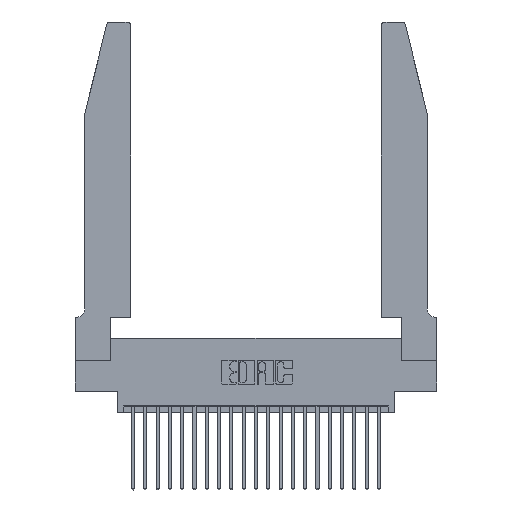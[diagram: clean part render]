
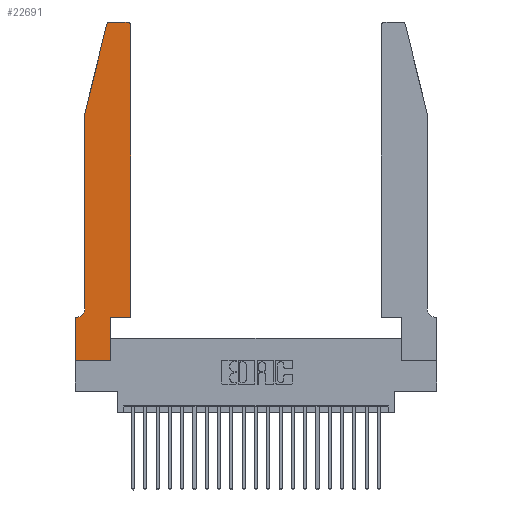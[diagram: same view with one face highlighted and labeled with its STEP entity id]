
A CAD part, top view. The second image highlights one B-rep face of the part: STEP entity #22691.
In plain terms, the highlighted planar face has unit normal (0, 0, 1).
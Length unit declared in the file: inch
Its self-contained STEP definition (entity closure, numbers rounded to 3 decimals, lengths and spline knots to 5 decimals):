
#49 = CARTESIAN_POINT ( 'NONE',  ( 0.0055, 0.42, 0.37 ) ) ;
#56 = VECTOR ( 'NONE', #19692, 39.37008 ) ;
#148 = FACE_OUTER_BOUND ( 'NONE', #14865, .T. ) ;
#211 = CARTESIAN_POINT ( 'NONE',  ( 0.284, 2.72, 0.37 ) ) ;
#323 = LINE ( 'NONE', #4266, #14405 ) ;
#476 = CARTESIAN_POINT ( 'NONE',  ( 0.4505, 0.35, 0.37 ) ) ;
#681 = VERTEX_POINT ( 'NONE', #16274 ) ;
#738 = LINE ( 'NONE', #12405, #5707 ) ;
#911 = CARTESIAN_POINT ( 'NONE',  ( 0.2605, 2.75, 0.37 ) ) ;
#1235 = EDGE_CURVE ( 'NONE', #19617, #18042, #6538, .T. ) ;
#1271 = CARTESIAN_POINT ( 'NONE',  ( 0.0755, 0.35, 0.37 ) ) ;
#1665 = EDGE_CURVE ( 'NONE', #8985, #13512, #14713, .T. ) ;
#1861 = AXIS2_PLACEMENT_3D ( 'NONE', #3884, #22634, #11411 ) ;
#1932 = VECTOR ( 'NONE', #4664, 39.37008 ) ;
#2418 = DIRECTION ( 'NONE',  ( 0., 0., 1. ) ) ;
#2537 = VERTEX_POINT ( 'NONE', #16290 ) ;
#2817 = EDGE_CURVE ( 'NONE', #18042, #681, #23235, .T. ) ;
#3005 = LINE ( 'NONE', #14568, #12918 ) ;
#3181 = EDGE_CURVE ( 'NONE', #12872, #2537, #3005, .T. ) ;
#3294 = VECTOR ( 'NONE', #15633, 39.37008 ) ;
#3543 = DIRECTION ( 'NONE',  ( -1., 0., 0. ) ) ;
#3592 = CARTESIAN_POINT ( 'NONE',  ( 0.4505, 2.72, 0.37 ) ) ;
#3884 = CARTESIAN_POINT ( 'NONE',  ( 0.4205, 2.72, 0.37 ) ) ;
#3995 = CARTESIAN_POINT ( 'NONE',  ( 0.2865, 0.35, 0.37 ) ) ;
#4125 = DIRECTION ( 'NONE',  ( 0., 0., 1. ) ) ;
#4178 = EDGE_CURVE ( 'NONE', #8402, #4341, #15544, .T. ) ;
#4215 = DIRECTION ( 'NONE',  ( 1., 0., 0. ) ) ;
#4266 = CARTESIAN_POINT ( 'NONE',  ( 0.0755, 2., 0.37 ) ) ;
#4341 = VERTEX_POINT ( 'NONE', #5703 ) ;
#4362 = EDGE_CURVE ( 'NONE', #681, #8985, #24062, .T. ) ;
#4644 = ORIENTED_EDGE ( 'NONE', *, *, #9796, .T. ) ;
#4664 = DIRECTION ( 'NONE',  ( 0., 1., 0. ) ) ;
#5703 = CARTESIAN_POINT ( 'NONE',  ( 0.2865, 0.35, 0.37 ) ) ;
#5707 = VECTOR ( 'NONE', #15941, 39.37008 ) ;
#6538 = CIRCLE ( 'NONE', #1861, 0.03 ) ;
#6547 = VECTOR ( 'NONE', #9090, 39.37008 ) ;
#6659 = CARTESIAN_POINT ( 'NONE',  ( 0.4205, 2.75, 0.37 ) ) ;
#6931 = LINE ( 'NONE', #21444, #1932 ) ;
#7488 = VERTEX_POINT ( 'NONE', #20331 ) ;
#7524 = CARTESIAN_POINT ( 'NONE',  ( 0., 0.35, 0.37 ) ) ;
#7588 = DIRECTION ( 'NONE',  ( 1., 0., 0. ) ) ;
#7929 = ORIENTED_EDGE ( 'NONE', *, *, #4178, .T. ) ;
#8402 = VERTEX_POINT ( 'NONE', #23242 ) ;
#8482 = AXIS2_PLACEMENT_3D ( 'NONE', #15335, #4125, #7588 ) ;
#8985 = VERTEX_POINT ( 'NONE', #11544 ) ;
#9090 = DIRECTION ( 'NONE',  ( -1., 0., 0. ) ) ;
#9131 = VECTOR ( 'NONE', #23655, 39.37008 ) ;
#9181 = DIRECTION ( 'NONE',  ( 0., 0., -1. ) ) ;
#9796 = EDGE_CURVE ( 'NONE', #13512, #19601, #323, .T. ) ;
#10329 = ORIENTED_EDGE ( 'NONE', *, *, #4362, .T. ) ;
#10489 = ORIENTED_EDGE ( 'NONE', *, *, #17576, .T. ) ;
#11411 = DIRECTION ( 'NONE',  ( 1., 0., 0. ) ) ;
#11493 = LINE ( 'NONE', #1271, #6547 ) ;
#11544 = CARTESIAN_POINT ( 'NONE',  ( 0.25487, 2.72718, 0.37 ) ) ;
#11650 = PLANE ( 'NONE',  #8482 ) ;
#11781 = DIRECTION ( 'NONE',  ( 0., -1., 0. ) ) ;
#12405 = CARTESIAN_POINT ( 'NONE',  ( 0.4505, 0.35, 0.37 ) ) ;
#12662 = AXIS2_PLACEMENT_3D ( 'NONE', #211, #2418, #4215 ) ;
#12872 = VERTEX_POINT ( 'NONE', #7524 ) ;
#12918 = VECTOR ( 'NONE', #21767, 39.37008 ) ;
#13512 = VERTEX_POINT ( 'NONE', #15571 ) ;
#13840 = EDGE_CURVE ( 'NONE', #18409, #19617, #6931, .T. ) ;
#14198 = ORIENTED_EDGE ( 'NONE', *, *, #20115, .T. ) ;
#14405 = VECTOR ( 'NONE', #11781, 39.37008 ) ;
#14568 = CARTESIAN_POINT ( 'NONE',  ( 0., 0., 0.37 ) ) ;
#14713 = LINE ( 'NONE', #19550, #3294 ) ;
#14865 = EDGE_LOOP ( 'NONE', ( #22315, #10329, #19141, #4644, #10489, #18209, #22018, #20092, #7929, #14198, #22540, #18490 ) ) ;
#15335 = CARTESIAN_POINT ( 'NONE',  ( 0., 0.35, 0.37 ) ) ;
#15341 = VECTOR ( 'NONE', #23948, 39.37008 ) ;
#15544 = LINE ( 'NONE', #3995, #56 ) ;
#15571 = CARTESIAN_POINT ( 'NONE',  ( 0.0755, 2., 0.37 ) ) ;
#15633 = DIRECTION ( 'NONE',  ( -0.239, -0.971, 0. ) ) ;
#15941 = DIRECTION ( 'NONE',  ( 1., 0., 0. ) ) ;
#16274 = CARTESIAN_POINT ( 'NONE',  ( 0.284, 2.75, 0.37 ) ) ;
#16290 = CARTESIAN_POINT ( 'NONE',  ( 0., 0., 0.37 ) ) ;
#16533 = LINE ( 'NONE', #20233, #15341 ) ;
#16956 = CIRCLE ( 'NONE', #17553, 0.07 ) ;
#17553 = AXIS2_PLACEMENT_3D ( 'NONE', #49, #9181, #3543 ) ;
#17576 = EDGE_CURVE ( 'NONE', #19601, #7488, #16956, .T. ) ;
#18042 = VERTEX_POINT ( 'NONE', #6659 ) ;
#18209 = ORIENTED_EDGE ( 'NONE', *, *, #23778, .T. ) ;
#18409 = VERTEX_POINT ( 'NONE', #476 ) ;
#18490 = ORIENTED_EDGE ( 'NONE', *, *, #1235, .T. ) ;
#19141 = ORIENTED_EDGE ( 'NONE', *, *, #1665, .T. ) ;
#19550 = CARTESIAN_POINT ( 'NONE',  ( 0.0755, 2., 0.37 ) ) ;
#19601 = VERTEX_POINT ( 'NONE', #22129 ) ;
#19617 = VERTEX_POINT ( 'NONE', #3592 ) ;
#19692 = DIRECTION ( 'NONE',  ( 0., 1., 0. ) ) ;
#20092 = ORIENTED_EDGE ( 'NONE', *, *, #23195, .T. ) ;
#20115 = EDGE_CURVE ( 'NONE', #4341, #18409, #738, .T. ) ;
#20233 = CARTESIAN_POINT ( 'NONE',  ( 0., 0., 0.37 ) ) ;
#20331 = CARTESIAN_POINT ( 'NONE',  ( 0.0055, 0.35, 0.37 ) ) ;
#21444 = CARTESIAN_POINT ( 'NONE',  ( 0.4505, 0.35, 0.37 ) ) ;
#21767 = DIRECTION ( 'NONE',  ( 0., -1., 0. ) ) ;
#22018 = ORIENTED_EDGE ( 'NONE', *, *, #3181, .T. ) ;
#22129 = CARTESIAN_POINT ( 'NONE',  ( 0.0755, 0.42, 0.37 ) ) ;
#22315 = ORIENTED_EDGE ( 'NONE', *, *, #2817, .T. ) ;
#22540 = ORIENTED_EDGE ( 'NONE', *, *, #13840, .T. ) ;
#22634 = DIRECTION ( 'NONE',  ( 0., 0., 1. ) ) ;
#22691 = ADVANCED_FACE ( 'NONE', ( #148 ), #11650, .T. ) ;
#23195 = EDGE_CURVE ( 'NONE', #2537, #8402, #16533, .T. ) ;
#23235 = LINE ( 'NONE', #911, #9131 ) ;
#23242 = CARTESIAN_POINT ( 'NONE',  ( 0.2865, 0., 0.37 ) ) ;
#23655 = DIRECTION ( 'NONE',  ( -1., 0., 0. ) ) ;
#23778 = EDGE_CURVE ( 'NONE', #7488, #12872, #11493, .T. ) ;
#23948 = DIRECTION ( 'NONE',  ( 1., 0., 0. ) ) ;
#24062 = CIRCLE ( 'NONE', #12662, 0.03 ) ;
